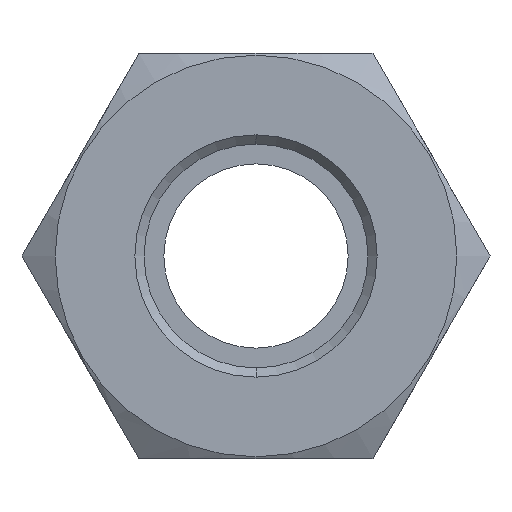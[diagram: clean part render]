
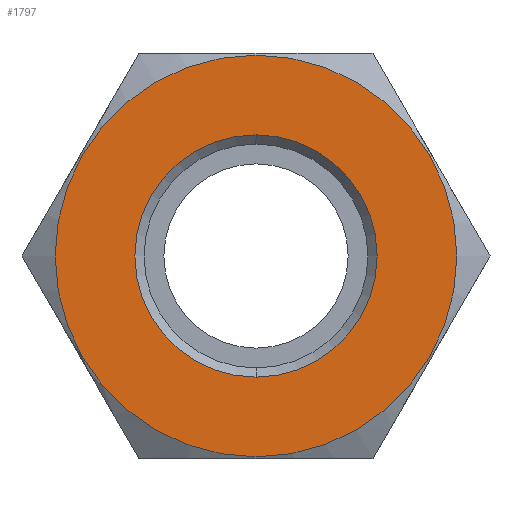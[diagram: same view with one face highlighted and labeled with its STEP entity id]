
A CAD part, front view. The second image highlights one B-rep face of the part: STEP entity #1797.
In plain terms, the highlighted planar face has unit normal (0, -1, 0).
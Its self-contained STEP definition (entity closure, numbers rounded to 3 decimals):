
#196 = AXIS2_PLACEMENT_3D ( 'NONE', #648, #649, #650 ) ;
#313 = CARTESIAN_POINT ( 'NONE',  ( 0., -24.012, 0. ) ) ;
#314 = DIRECTION ( 'NONE',  ( 0., 1., 0. ) ) ;
#315 = DIRECTION ( 'NONE',  ( 0., 0., -1. ) ) ;
#319 = CARTESIAN_POINT ( 'NONE',  ( 0., -24.012, 0. ) ) ;
#320 = DIRECTION ( 'NONE',  ( 0., -1., 0. ) ) ;
#321 = DIRECTION ( 'NONE',  ( 0., 0., 1. ) ) ;
#648 = CARTESIAN_POINT ( 'NONE',  ( 0., -24.012, 0. ) ) ;
#649 = DIRECTION ( 'NONE',  ( 0., 1., 0. ) ) ;
#650 = DIRECTION ( 'NONE',  ( 0., 0., -1. ) ) ;
#658 = CARTESIAN_POINT ( 'NONE',  ( 0., -24.012, 0. ) ) ;
#659 = DIRECTION ( 'NONE',  ( 0., -1., 0. ) ) ;
#660 = DIRECTION ( 'NONE',  ( 0., 0., 1. ) ) ;
#828 = EDGE_CURVE ( 'NONE', #2129, #2227, #1346, .T. ) ;
#830 = EDGE_CURVE ( 'NONE', #2131, #2228, #1341, .T. ) ;
#1045 = PLANE ( 'NONE',  #1614 ) ;
#1046 = CARTESIAN_POINT ( 'NONE',  ( -10.9, -24.012, 0. ) ) ;
#1047 = DIRECTION ( 'NONE',  ( 0., 1., 0. ) ) ;
#1048 = DIRECTION ( 'NONE',  ( 0., 0., -1. ) ) ;
#1075 = CARTESIAN_POINT ( 'NONE',  ( 0., -24.012, -6.575 ) ) ;
#1077 = CARTESIAN_POINT ( 'NONE',  ( 0., -24.012, -10.9 ) ) ;
#1173 = CARTESIAN_POINT ( 'NONE',  ( 0., -24.012, 6.575 ) ) ;
#1174 = CARTESIAN_POINT ( 'NONE',  ( 0., -24.012, 10.9 ) ) ;
#1279 = CIRCLE ( 'NONE', #196, 6.575 ) ;
#1340 = AXIS2_PLACEMENT_3D ( 'NONE', #319, #320, #321 ) ;
#1341 = CIRCLE ( 'NONE', #1340, 10.9 ) ;
#1345 = AXIS2_PLACEMENT_3D ( 'NONE', #313, #314, #315 ) ;
#1346 = CIRCLE ( 'NONE', #1345, 6.575 ) ;
#1523 = FACE_BOUND ( 'NONE', #2004, .T. ) ;
#1524 = FACE_OUTER_BOUND ( 'NONE', #1928, .T. ) ;
#1614 = AXIS2_PLACEMENT_3D ( 'NONE', #1046, #1047, #1048 ) ;
#1712 = EDGE_CURVE ( 'NONE', #2227, #2129, #1279, .T. ) ;
#1716 = EDGE_CURVE ( 'NONE', #2228, #2131, #2283, .T. ) ;
#1797 = ADVANCED_FACE ( 'NONE', ( #1523, #1524 ), #1045, .F. ) ;
#1820 = ORIENTED_EDGE ( 'NONE', *, *, #830, .T. ) ;
#1821 = ORIENTED_EDGE ( 'NONE', *, *, #1716, .T. ) ;
#1822 = ORIENTED_EDGE ( 'NONE', *, *, #828, .T. ) ;
#1823 = ORIENTED_EDGE ( 'NONE', *, *, #1712, .T. ) ;
#1928 = EDGE_LOOP ( 'NONE', ( #1820, #1821 ) ) ;
#2004 = EDGE_LOOP ( 'NONE', ( #1823, #1822 ) ) ;
#2129 = VERTEX_POINT ( 'NONE', #1075 ) ;
#2131 = VERTEX_POINT ( 'NONE', #1077 ) ;
#2227 = VERTEX_POINT ( 'NONE', #1173 ) ;
#2228 = VERTEX_POINT ( 'NONE', #1174 ) ;
#2281 = AXIS2_PLACEMENT_3D ( 'NONE', #658, #659, #660 ) ;
#2283 = CIRCLE ( 'NONE', #2281, 10.9 ) ;
